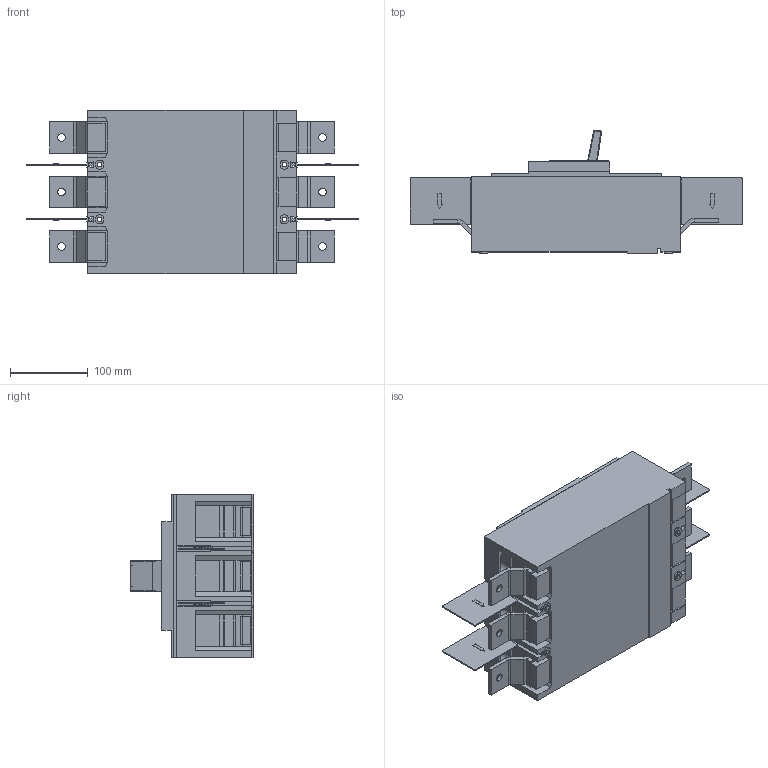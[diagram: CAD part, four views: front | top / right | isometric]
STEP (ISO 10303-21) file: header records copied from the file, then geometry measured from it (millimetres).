
FILE_DESCRIPTION (( 'STEP AP214' ), '1' );
FILE_NAME ('Âûêëþ÷àòåëü àâòîìàòè÷åñêèé ÂÀ-99 800 â ñáîðå.STEP', '2017-11-24T10:13:10', ( '' ), ( '' ), 'SwSTEP 2.0', 'SolidWorks 2017', '' );
FILE_SCHEMA (( 'AUTOMOTIVE_DESIGN' ));
Length unit declared in the file: millimetre
Products named in the file (8): Ïåðåãîðîäêà ìåæôàçíàÿ äëÿ ÂÀ 99 800; Âèíò ñ âí. øåñòèãðàííèêîì M6 ÃÎÑÒ 11738-84_Œ6å25; Äåðæàòåëü ãàåê äëÿ ÂÀ99_800; ﾘ琺矜 65ﾃ 019 ﾃﾎﾑﾒ 6402-70_6; Âûêëþ÷àòåëü àâòîìàòè÷åñêèé ÂÀ-99 800; Ïðîâîäíèê âíåøíèé äëÿ ÂÀ99_800; Âûêëþ÷àòåëü àâòîìàòè÷åñêèé ÂÀ-99 800 â ñáîðå; ﾘ琺矜 01.019 ﾃﾎﾑﾒ11371-78_6
Assembly tree (53 placements, depth 2):
  Âûêëþ÷àòåëü àâòîìàòè÷åñêèé ÂÀ-99 800 â ñáîðå
    Âûêëþ÷àòåëü àâòîìàòè÷åñêèé ÂÀ-99 800
    Äåðæàòåëü ãàåê äëÿ ÂÀ99_800  x6
    Ïðîâîäíèê âíåøíèé äëÿ ÂÀ99_800  x6
    Âèíò ñ âí. øåñòèãðàííèêîì M6 ÃÎÑÒ 11738-84_Œ6å25  x12
    ﾘ琺矜 01.019 ﾃﾎﾑﾒ11371-78_6  x12
    ﾘ琺矜 65ﾃ 019 ﾃﾎﾑﾒ 6402-70_6  x12
    Ïåðåãîðîäêà ìåæôàçíàÿ äëÿ ÂÀ 99 800  x4
Bounding box: 426 x 158.85 x 210 mm (x, y, z)
Volume: 5409012.3 mm3; surface area: 519943 mm2
Topology: 60 solids, 60 shells, 1574 faces, 3889 edges, 2529 vertices
Faces by surface type: plane 969, cylinder 478, bspline 55, cone 42, torus 24, sphere 6
Entity records: 25068 total; most frequent: CARTESIAN_POINT 5592, ORIENTED_EDGE 3480, DIRECTION 3270, EDGE_CURVE 1740, VECTOR 1286, LINE 1286, VERTEX_POINT 1146, AXIS2_PLACEMENT_3D 992
